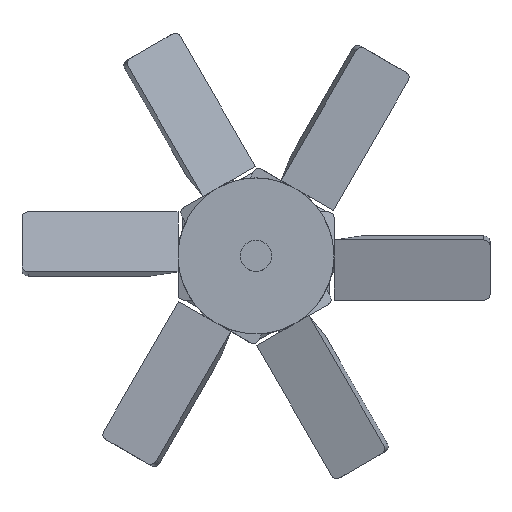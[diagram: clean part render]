
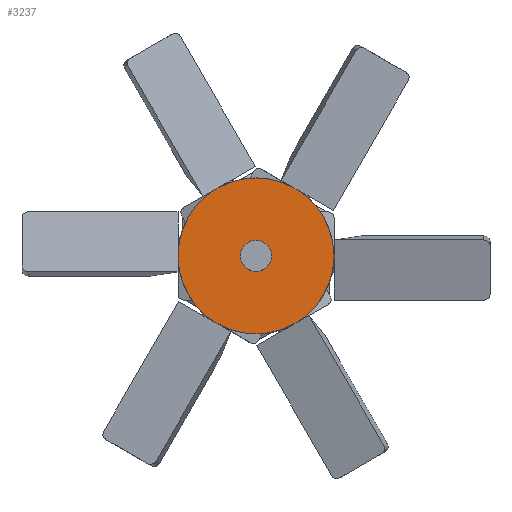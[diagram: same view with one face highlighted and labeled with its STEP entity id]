
A CAD part, top view. The second image highlights one B-rep face of the part: STEP entity #3237.
In plain terms, the highlighted planar face has unit normal (0, 0, 1).
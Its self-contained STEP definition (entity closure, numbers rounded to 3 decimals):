
#176 = CYLINDRICAL_SURFACE('',#177,25.);
#177 = AXIS2_PLACEMENT_3D('',#178,#179,#180);
#178 = CARTESIAN_POINT('',(0.,0.,0.));
#179 = DIRECTION('',(-0.,-0.,-1.));
#180 = DIRECTION('',(1.,0.,0.));
#230 = VERTEX_POINT('',#231);
#231 = CARTESIAN_POINT('',(25.,0.,30.));
#252 = EDGE_CURVE('',#230,#230,#253,.T.);
#253 = SURFACE_CURVE('',#254,(#259,#266),.PCURVE_S1.);
#254 = CIRCLE('',#255,25.);
#255 = AXIS2_PLACEMENT_3D('',#256,#257,#258);
#256 = CARTESIAN_POINT('',(0.,0.,30.));
#257 = DIRECTION('',(0.,0.,1.));
#258 = DIRECTION('',(1.,0.,0.));
#259 = PCURVE('',#176,#260);
#260 = DEFINITIONAL_REPRESENTATION('',(#261),#265);
#261 = LINE('',#262,#263);
#262 = CARTESIAN_POINT('',(-0.,-30.));
#263 = VECTOR('',#264,1.);
#264 = DIRECTION('',(-1.,0.));
#265 = ( GEOMETRIC_REPRESENTATION_CONTEXT(2) 
PARAMETRIC_REPRESENTATION_CONTEXT() REPRESENTATION_CONTEXT('2D SPACE',''
  ) );
#266 = PCURVE('',#267,#272);
#267 = PLANE('',#268);
#268 = AXIS2_PLACEMENT_3D('',#269,#270,#271);
#269 = CARTESIAN_POINT('',(0.,0.,30.));
#270 = DIRECTION('',(0.,0.,1.));
#271 = DIRECTION('',(1.,0.,-0.));
#272 = DEFINITIONAL_REPRESENTATION('',(#273),#277);
#273 = CIRCLE('',#274,25.);
#274 = AXIS2_PLACEMENT_2D('',#275,#276);
#275 = CARTESIAN_POINT('',(0.,0.));
#276 = DIRECTION('',(1.,0.));
#277 = ( GEOMETRIC_REPRESENTATION_CONTEXT(2) 
PARAMETRIC_REPRESENTATION_CONTEXT() REPRESENTATION_CONTEXT('2D SPACE',''
  ) );
#3237 = ADVANCED_FACE('',(#3238,#3241),#267,.T.);
#3238 = FACE_BOUND('',#3239,.T.);
#3239 = EDGE_LOOP('',(#3240));
#3240 = ORIENTED_EDGE('',*,*,#252,.T.);
#3241 = FACE_BOUND('',#3242,.T.);
#3242 = EDGE_LOOP('',(#3243));
#3243 = ORIENTED_EDGE('',*,*,#3244,.T.);
#3244 = EDGE_CURVE('',#3245,#3245,#3247,.T.);
#3245 = VERTEX_POINT('',#3246);
#3246 = CARTESIAN_POINT('',(5.,0.,30.));
#3247 = SURFACE_CURVE('',#3248,(#3253,#3264),.PCURVE_S1.);
#3248 = CIRCLE('',#3249,5.);
#3249 = AXIS2_PLACEMENT_3D('',#3250,#3251,#3252);
#3250 = CARTESIAN_POINT('',(0.,0.,30.));
#3251 = DIRECTION('',(0.,0.,-1.));
#3252 = DIRECTION('',(1.,0.,0.));
#3253 = PCURVE('',#267,#3254);
#3254 = DEFINITIONAL_REPRESENTATION('',(#3255),#3263);
#3255 = ( BOUNDED_CURVE() B_SPLINE_CURVE(2,(#3256,#3257,#3258,#3259,
#3260,#3261,#3262),.UNSPECIFIED.,.T.,.F.) B_SPLINE_CURVE_WITH_KNOTS((1,2
    ,2,2,2,1),(-2.094,0.,2.094,4.189,
6.283,8.378),.UNSPECIFIED.) CURVE() 
GEOMETRIC_REPRESENTATION_ITEM() RATIONAL_B_SPLINE_CURVE((1.,0.5,1.,0.5,
1.,0.5,1.)) REPRESENTATION_ITEM('') );
#3256 = CARTESIAN_POINT('',(5.,0.));
#3257 = CARTESIAN_POINT('',(5.,-8.66));
#3258 = CARTESIAN_POINT('',(-2.5,-4.33));
#3259 = CARTESIAN_POINT('',(-10.,0.));
#3260 = CARTESIAN_POINT('',(-2.5,4.33));
#3261 = CARTESIAN_POINT('',(5.,8.66));
#3262 = CARTESIAN_POINT('',(5.,0.));
#3263 = ( GEOMETRIC_REPRESENTATION_CONTEXT(2) 
PARAMETRIC_REPRESENTATION_CONTEXT() REPRESENTATION_CONTEXT('2D SPACE',''
  ) );
#3264 = PCURVE('',#3265,#3270);
#3265 = CYLINDRICAL_SURFACE('',#3266,5.);
#3266 = AXIS2_PLACEMENT_3D('',#3267,#3268,#3269);
#3267 = CARTESIAN_POINT('',(0.,0.,-10.));
#3268 = DIRECTION('',(-0.,-0.,-1.));
#3269 = DIRECTION('',(1.,0.,0.));
#3270 = DEFINITIONAL_REPRESENTATION('',(#3271),#3275);
#3271 = LINE('',#3272,#3273);
#3272 = CARTESIAN_POINT('',(-6.283,-40.));
#3273 = VECTOR('',#3274,1.);
#3274 = DIRECTION('',(1.,-0.));
#3275 = ( GEOMETRIC_REPRESENTATION_CONTEXT(2) 
PARAMETRIC_REPRESENTATION_CONTEXT() REPRESENTATION_CONTEXT('2D SPACE',''
  ) );
